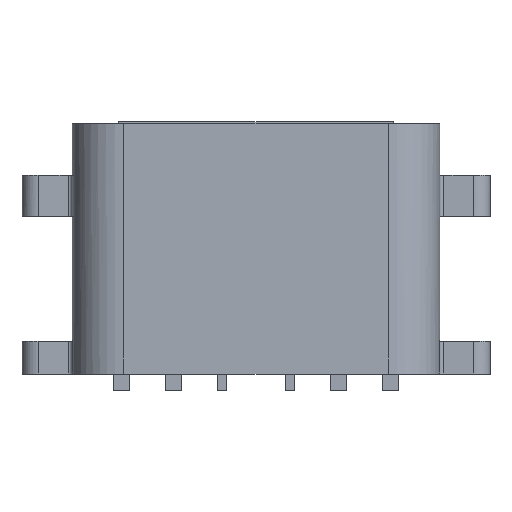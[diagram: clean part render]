
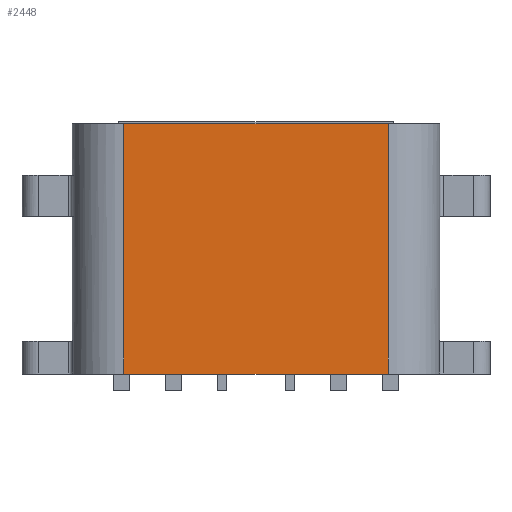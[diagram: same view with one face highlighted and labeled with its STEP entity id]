
A CAD part, front view. The second image highlights one B-rep face of the part: STEP entity #2448.
In plain terms, the highlighted planar face has unit normal (0, -1, 0).
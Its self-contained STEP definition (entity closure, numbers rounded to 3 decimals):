
#28 = EDGE_CURVE ( 'NONE', #1952, #4775, #1695, .T. ) ;
#39 = DIRECTION ( 'NONE',  ( 1., 0., 0. ) ) ;
#261 = EDGE_CURVE ( 'NONE', #2576, #1952, #2122, .T. ) ;
#453 = EDGE_CURVE ( 'NONE', #5046, #2576, #2617, .T. ) ;
#481 = CARTESIAN_POINT ( 'NONE',  ( -13.329, -2.791, 1.791 ) ) ;
#506 = VECTOR ( 'NONE', #39, 1000. ) ;
#509 = CARTESIAN_POINT ( 'NONE',  ( -13.329, -2.791, -4.309 ) ) ;
#520 = ORIENTED_EDGE ( 'NONE', *, *, #28, .F. ) ;
#535 = CARTESIAN_POINT ( 'NONE',  ( -17.154, -2.791, 3.741 ) ) ;
#686 = CARTESIAN_POINT ( 'NONE',  ( -17.154, -2.791, 1.791 ) ) ;
#782 = ORIENTED_EDGE ( 'NONE', *, *, #1280, .F. ) ;
#1093 = CARTESIAN_POINT ( 'NONE',  ( -13.329, -2.791, 3.741 ) ) ;
#1263 = FACE_OUTER_BOUND ( 'NONE', #4266, .T. ) ;
#1280 = EDGE_CURVE ( 'NONE', #4775, #5046, #4887, .T. ) ;
#1360 = CARTESIAN_POINT ( 'NONE',  ( -10.704, -2.791, -4.309 ) ) ;
#1450 = VECTOR ( 'NONE', #3272, 1000. ) ;
#1695 = LINE ( 'NONE', #509, #1450 ) ;
#1818 = CARTESIAN_POINT ( 'NONE',  ( -10.704, -2.791, 3.741 ) ) ;
#1897 = PLANE ( 'NONE',  #3385 ) ;
#1952 = VERTEX_POINT ( 'NONE', #1360 ) ;
#1982 = VECTOR ( 'NONE', #4876, 1000. ) ;
#2122 = LINE ( 'NONE', #1818, #4164 ) ;
#2334 = CARTESIAN_POINT ( 'NONE',  ( -10.704, -2.791, 1.791 ) ) ;
#2448 = ADVANCED_FACE ( 'NONE', ( #1263 ), #1897, .F. ) ;
#2576 = VERTEX_POINT ( 'NONE', #2334 ) ;
#2617 = LINE ( 'NONE', #481, #506 ) ;
#2653 = DIRECTION ( 'NONE',  ( 0., 1., 0. ) ) ;
#2710 = DIRECTION ( 'NONE',  ( 0., 0., 1. ) ) ;
#2766 = CARTESIAN_POINT ( 'NONE',  ( -17.154, -2.791, -4.309 ) ) ;
#2884 = ORIENTED_EDGE ( 'NONE', *, *, #261, .F. ) ;
#3272 = DIRECTION ( 'NONE',  ( -1., 0., 0. ) ) ;
#3385 = AXIS2_PLACEMENT_3D ( 'NONE', #1093, #2653, #2710 ) ;
#3750 = ORIENTED_EDGE ( 'NONE', *, *, #453, .F. ) ;
#4164 = VECTOR ( 'NONE', #4575, 1000. ) ;
#4266 = EDGE_LOOP ( 'NONE', ( #520, #2884, #3750, #782 ) ) ;
#4575 = DIRECTION ( 'NONE',  ( 0., 0., -1. ) ) ;
#4775 = VERTEX_POINT ( 'NONE', #2766 ) ;
#4876 = DIRECTION ( 'NONE',  ( 0., 0., 1. ) ) ;
#4887 = LINE ( 'NONE', #535, #1982 ) ;
#5046 = VERTEX_POINT ( 'NONE', #686 ) ;
